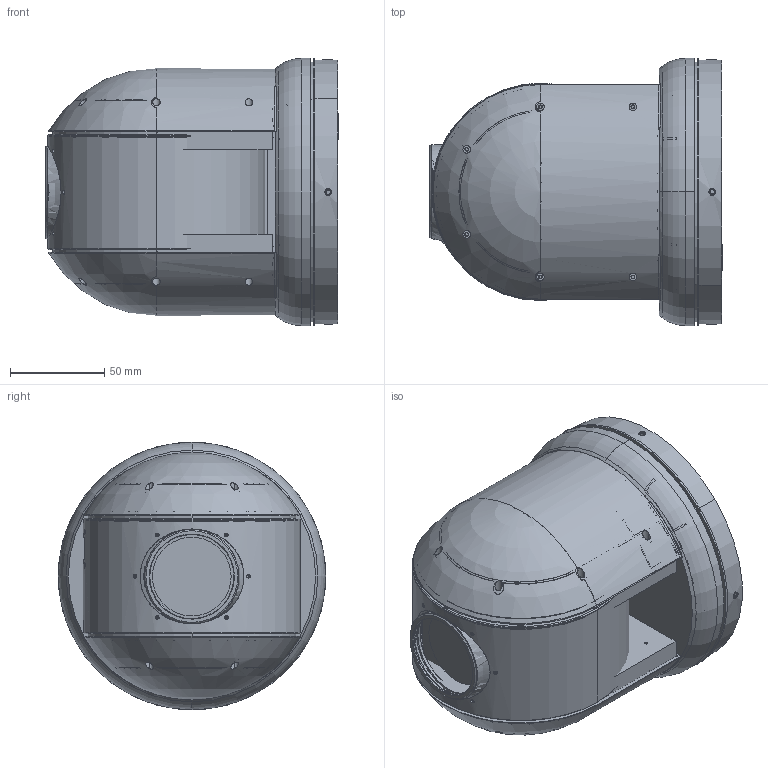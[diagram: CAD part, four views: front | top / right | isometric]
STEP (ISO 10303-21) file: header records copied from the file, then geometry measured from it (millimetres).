
FILE_DESCRIPTION (( 'STEP AP214' ), '1' );
FILE_NAME ('UV01.467864.20.1.STEP', '2018-05-03T15:55:44', ( '砐錪賧瘔蠈錪 Windows' ), ( '' ), 'SwSTEP 2.0', 'SolidWorks 2017', '' );
FILE_SCHEMA (( 'AUTOMOTIVE_DESIGN' ));
Length unit declared in the file: millimetre
Products named in the file (19): Áàçà112_¤«ï 558  à§; öåíòð áàðàáàí_¯à ¢; öåíòð áàðàáàí ãëóãîé; Âòóëêà ðåçüáîâàÿ Bollhoff1_M3x3(1d); ��������� ������_�������; ﾊﾎﾆﾓﾕ ﾓﾃﾋﾀﾌﾅﾑﾒﾀ1; öåíòð áàðàáàí_®áãè¨â¥«ì; Êîëüöî ñèëèêîíîâîå; sony fcb-ev7500-2; Áîíêà  ðàçüåìà; 贈婝.467864.20.1.158-05; ���� ������� ��� ����������� �����1_������ ������; ﾄﾈﾑﾊ ﾀﾇﾈﾌﾓﾒﾀ ﾏﾎﾄ ﾓﾃﾋﾓﾁﾋﾅﾍﾍﾛﾉ ﾌﾎﾒﾎﾐ1_2; Äåðæàòåëü ñ÷åòêè_¤¥§ à¥§¨­ª¨; ﾄﾈﾑﾊ ﾀﾇﾈﾌﾓﾒﾀ ﾏﾎﾄ ﾓﾃﾋﾓﾁﾋﾅﾍﾍﾛﾉ ﾌﾎﾒﾎﾐ1; Âëàãîïîãëîòèòåëü ì14 êîðîòêèé; UV01.467864.20.1; 貘10; 贈婝.467864.20.1.158-01_rev3
Assembly tree (25 placements, depth 2):
  UV01.467864.20.1
    öåíòð áàðàáàí_®áãè¨â¥«ì
    貘10
    ��������� ������_�������
    Âëàãîïîãëîòèòåëü ì14 êîðîòêèé
    Áàçà112_¤«ï 558  à§
    ﾄﾈﾑﾊ ﾀﾇﾈﾌﾓﾒﾀ ﾏﾎﾄ ﾓﾃﾋﾓﾁﾋﾅﾍﾍﾛﾉ ﾌﾎﾒﾎﾐ1
    öåíòð áàðàáàí ãëóãîé
    öåíòð áàðàáàí_¯à ¢
    ﾄﾈﾑﾊ ﾀﾇﾈﾌﾓﾒﾀ ﾏﾎﾄ ﾓﾃﾋﾓﾁﾋﾅﾍﾍﾛﾉ ﾌﾎﾒﾎﾐ1_2
    ﾊﾎﾆﾓﾕ ﾓﾃﾋﾀﾌﾅﾑﾒﾀ1  x2
    ���� ������� ��� ����������� �����1_������ ������
    Áîíêà  ðàçüåìà  x4
    Êîëüöî ñèëèêîíîâîå
    Äåðæàòåëü ñ÷åòêè_¤¥§ à¥§¨­ª¨
    Âòóëêà ðåçüáîâàÿ Bollhoff1_M3x3(1d)  x4
    贈婝.467864.20.1.158-05
    贈婝.467864.20.1.158-01_rev3
    sony fcb-ev7500-2
Bounding box: 154.94 x 141.6 x 141.6 mm (x, y, z)
Volume: 1129576.8 mm3; surface area: 474473.6 mm2
Topology: 29 solids, 29 shells, 2709 faces, 7255 edges, 4786 vertices
Faces by surface type: cylinder 1381, plane 1176, cone 89, bspline 27, torus 26, sphere 10
Entity records: 88160 total; most frequent: CARTESIAN_POINT 23305, DIRECTION 13733, ORIENTED_EDGE 13128, EDGE_CURVE 6564, AXIS2_PLACEMENT_3D 5193, VERTEX_POINT 4328, VECTOR 3347, LINE 3347
